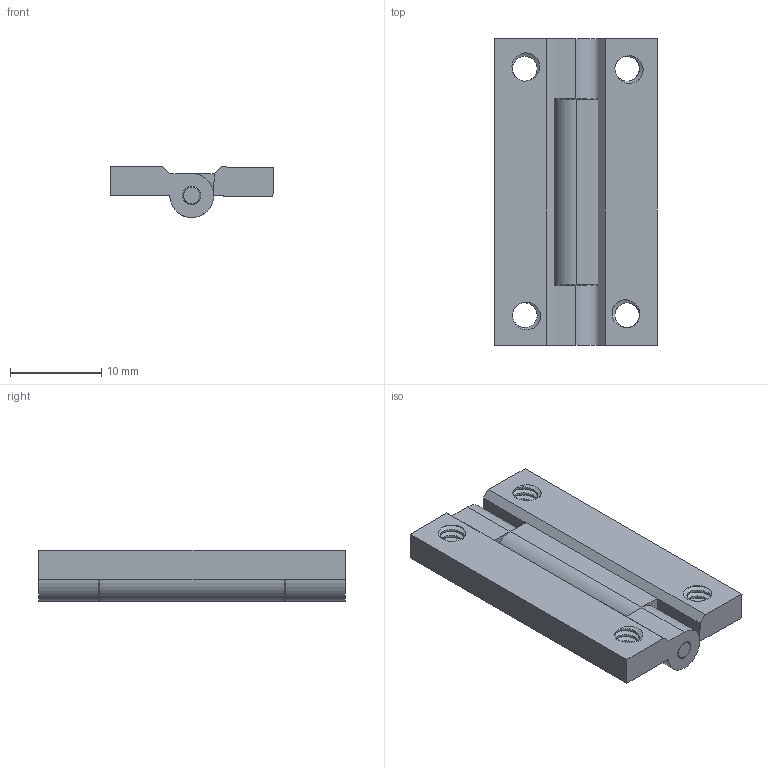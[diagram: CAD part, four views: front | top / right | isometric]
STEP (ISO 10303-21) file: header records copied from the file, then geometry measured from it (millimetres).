
FILE_DESCRIPTION (( 'STEP AP203' ), '1' );
FILE_NAME ('585644 assembly.STEP', '2016-08-23T20:10:36', ( '' ), ( '' ), 'SwSTEP 2.0', 'SolidWorks 2014', '' );
FILE_SCHEMA (( 'CONFIG_CONTROL_DESIGN' ));
Length unit declared in the file: inch
Products named in the file (4): 585644 pt 2; 585644 pt 3; 585644 assembly; 585644 pt 1
Assembly tree (3 placements, depth 2):
  585644 assembly
    585644 pt 1
    585644 pt 2
    585644 pt 3
Bounding box: 17.79 x 33.53 x 5.58 mm (x, y, z)
Volume: 1910.4 mm3; surface area: 2385 mm2
Topology: 3 solids, 3 shells, 126 faces, 348 edges, 228 vertices
Faces by surface type: cylinder 90, plane 24, bspline 8, cone 4
Entity records: 8854 total; most frequent: CARTESIAN_POINT 5636, ORIENTED_EDGE 696, DIRECTION 492, EDGE_CURVE 348, VERTEX_POINT 228, AXIS2_PLACEMENT_3D 180, EDGE_LOOP 140, VECTOR 132
